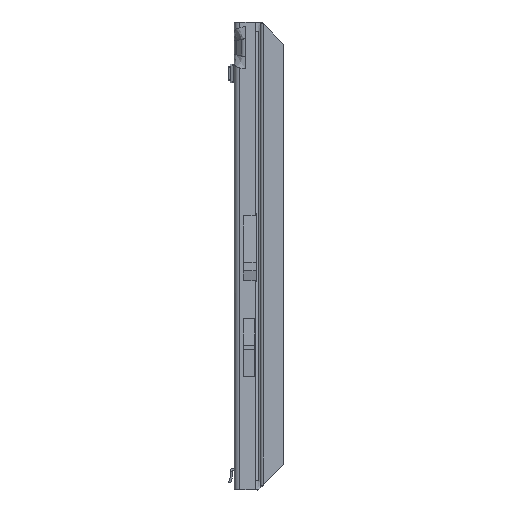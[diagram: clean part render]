
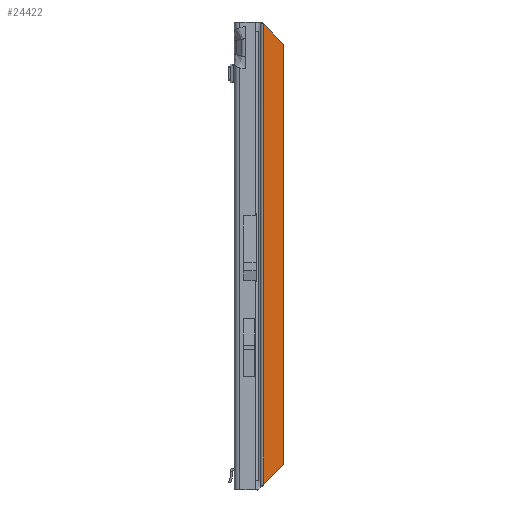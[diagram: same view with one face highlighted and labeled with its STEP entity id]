
A CAD part, front view. The second image highlights one B-rep face of the part: STEP entity #24422.
In plain terms, the highlighted planar face has unit normal (0, -1, 0).
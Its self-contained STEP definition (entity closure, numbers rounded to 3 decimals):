
#231 = DIRECTION ( 'NONE',  ( 0.707, 0., 0.707 ) ) ;
#788 = VECTOR ( 'NONE', #17300, 1000. ) ;
#2124 = CARTESIAN_POINT ( 'NONE',  ( 0.5, 0.9, -296.8 ) ) ;
#2883 = VECTOR ( 'NONE', #5766, 1000. ) ;
#2994 = CARTESIAN_POINT ( 'NONE',  ( 13.5, 0.9, -14.2 ) ) ;
#3849 = FACE_OUTER_BOUND ( 'NONE', #6813, .T. ) ;
#4395 = CARTESIAN_POINT ( 'NONE',  ( 0.5, 0.9, -1.2 ) ) ;
#4768 = ORIENTED_EDGE ( 'NONE', *, *, #17303, .F. ) ;
#5766 = DIRECTION ( 'NONE',  ( 0., 0., -1. ) ) ;
#6493 = CARTESIAN_POINT ( 'NONE',  ( 148.65, 0.9, -148.65 ) ) ;
#6813 = EDGE_LOOP ( 'NONE', ( #9001, #11130, #4768, #7945 ) ) ;
#7593 = EDGE_CURVE ( 'NONE', #11232, #23546, #13523, .T. ) ;
#7721 = LINE ( 'NONE', #24216, #22985 ) ;
#7945 = ORIENTED_EDGE ( 'NONE', *, *, #15433, .T. ) ;
#8496 = VERTEX_POINT ( 'NONE', #19651 ) ;
#8871 = LINE ( 'NONE', #25360, #788 ) ;
#9001 = ORIENTED_EDGE ( 'NONE', *, *, #7593, .T. ) ;
#10582 = VERTEX_POINT ( 'NONE', #2994 ) ;
#11130 = ORIENTED_EDGE ( 'NONE', *, *, #19461, .T. ) ;
#11232 = VERTEX_POINT ( 'NONE', #4395 ) ;
#13097 = AXIS2_PLACEMENT_3D ( 'NONE', #26735, #16359, #24690 ) ;
#13523 = LINE ( 'NONE', #17889, #2883 ) ;
#15433 = EDGE_CURVE ( 'NONE', #10582, #11232, #8871, .T. ) ;
#16359 = DIRECTION ( 'NONE',  ( 0., -1., 0. ) ) ;
#17300 = DIRECTION ( 'NONE',  ( -0.707, 0., 0.707 ) ) ;
#17303 = EDGE_CURVE ( 'NONE', #10582, #8496, #7721, .T. ) ;
#17889 = CARTESIAN_POINT ( 'NONE',  ( 0.5, 0.9, 0. ) ) ;
#18336 = DIRECTION ( 'NONE',  ( 0., 0., -1. ) ) ;
#18419 = PLANE ( 'NONE',  #13097 ) ;
#19461 = EDGE_CURVE ( 'NONE', #23546, #8496, #25171, .T. ) ;
#19651 = CARTESIAN_POINT ( 'NONE',  ( 13.5, 0.9, -283.8 ) ) ;
#19853 = VECTOR ( 'NONE', #231, 1000. ) ;
#22985 = VECTOR ( 'NONE', #18336, 1000. ) ;
#23546 = VERTEX_POINT ( 'NONE', #2124 ) ;
#24216 = CARTESIAN_POINT ( 'NONE',  ( 13.5, 0.9, -298. ) ) ;
#24422 = ADVANCED_FACE ( 'NONE', ( #3849 ), #18419, .T. ) ;
#24690 = DIRECTION ( 'NONE',  ( 1., 0., 0. ) ) ;
#25171 = LINE ( 'NONE', #6493, #19853 ) ;
#25360 = CARTESIAN_POINT ( 'NONE',  ( -0.35, 0.9, -0.35 ) ) ;
#26735 = CARTESIAN_POINT ( 'NONE',  ( 0., 0.9, 0. ) ) ;
